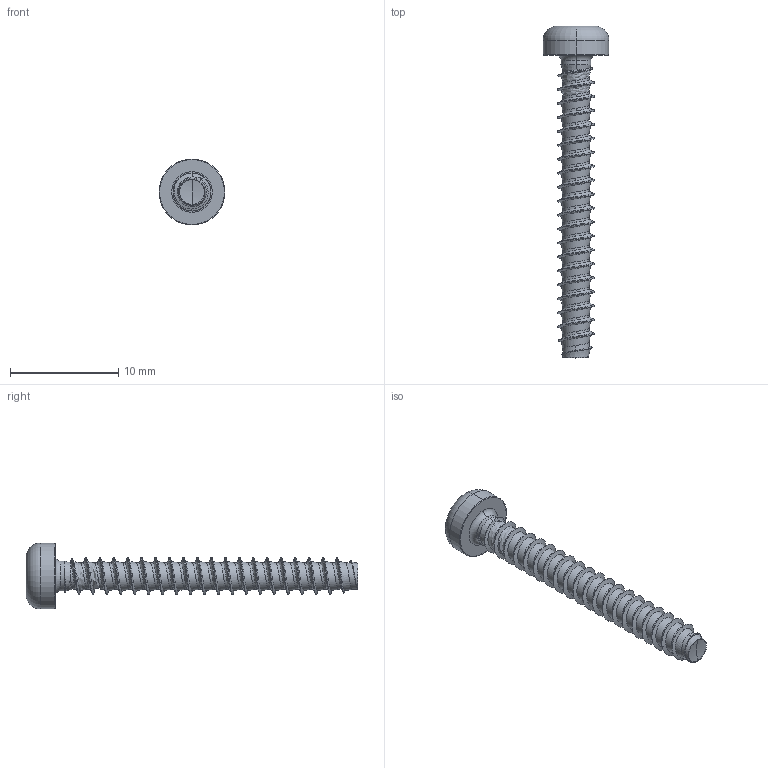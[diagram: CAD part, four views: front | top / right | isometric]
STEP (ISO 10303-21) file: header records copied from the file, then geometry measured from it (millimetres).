
FILE_DESCRIPTION (( 'STEP AP203' ), '1' );
FILE_NAME ('STP390350280.STEP', '2020-09-22T14:48:50', ( '' ), ( '' ), 'SwSTEP 2.0', 'SolidWorks 2015', '' );
FILE_SCHEMA (( 'CONFIG_CONTROL_DESIGN' ));
Length unit declared in the file: millimetre
Products named in the file (2): STP390350280
Bounding box: 6.1 x 30.69 x 6.1 mm (x, y, z)
Volume: 217.1 mm3; surface area: 471.2 mm2
Topology: 1 solids, 1 shells, 121 faces, 312 edges, 193 vertices
Faces by surface type: cylinder 66, bspline 35, cone 10, torus 6, sphere 2, plane 2
Entity records: 33278 total; most frequent: CARTESIAN_POINT 30674, ORIENTED_EDGE 620, DIRECTION 370, EDGE_CURVE 310, VERTEX_POINT 193, AXIS2_PLACEMENT_3D 145, B_SPLINE_CURVE_WITH_KNOTS 131, EDGE_LOOP 123
